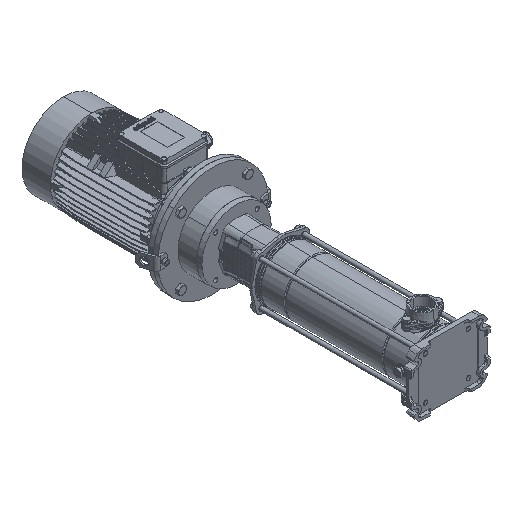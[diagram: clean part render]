
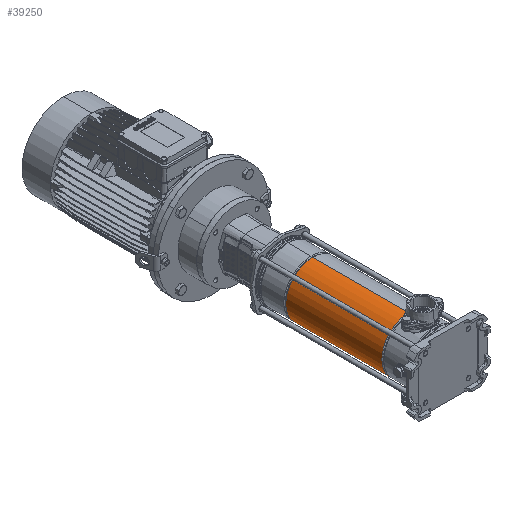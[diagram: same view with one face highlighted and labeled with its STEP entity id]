
A CAD part, isometric view. The second image highlights one B-rep face of the part: STEP entity #39250.
In plain terms, the highlighted cylindrical face has radius 85.9 mm (diameter 171.8 mm), a partial arc.
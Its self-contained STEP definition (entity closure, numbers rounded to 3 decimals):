
#158 = VECTOR ( 'NONE', #29966, 1000. ) ;
#521 = ORIENTED_EDGE ( 'NONE', *, *, #69872, .T. ) ;
#4037 = CARTESIAN_POINT ( 'NONE',  ( 85.9, 0., 399.103 ) ) ;
#12835 = CARTESIAN_POINT ( 'NONE',  ( 85.9, 0., 0. ) ) ;
#13962 = CARTESIAN_POINT ( 'NONE',  ( 0., 0., 93.897 ) ) ;
#15806 = DIRECTION ( 'NONE',  ( 0., 0., -1. ) ) ;
#18354 = AXIS2_PLACEMENT_3D ( 'NONE', #100614, #29656, #61204 ) ;
#20946 = CARTESIAN_POINT ( 'NONE',  ( -85.9, 0., 399.103 ) ) ;
#24216 = CIRCLE ( 'NONE', #90423, 85.9 ) ;
#29656 = DIRECTION ( 'NONE',  ( 0., 0., -1. ) ) ;
#29966 = DIRECTION ( 'NONE',  ( 0., 0., -1. ) ) ;
#34872 = CARTESIAN_POINT ( 'NONE',  ( 85.9, 0., 93.897 ) ) ;
#39250 = ADVANCED_FACE ( 'NONE', ( #102392 ), #41215, .T. ) ;
#41215 = CYLINDRICAL_SURFACE ( 'NONE', #43252, 85.9 ) ;
#43252 = AXIS2_PLACEMENT_3D ( 'NONE', #80578, #71279, #86859 ) ;
#45238 = VERTEX_POINT ( 'NONE', #34872 ) ;
#46573 = DIRECTION ( 'NONE',  ( -1., 0., 0. ) ) ;
#48073 = EDGE_CURVE ( 'NONE', #45238, #87067, #24216, .T. ) ;
#51693 = EDGE_CURVE ( 'NONE', #83620, #87067, #54139, .T. ) ;
#54139 = LINE ( 'NONE', #62416, #83607 ) ;
#57438 = ORIENTED_EDGE ( 'NONE', *, *, #93564, .F. ) ;
#61204 = DIRECTION ( 'NONE',  ( -1., 0., 0. ) ) ;
#62416 = CARTESIAN_POINT ( 'NONE',  ( -85.9, 0., 0. ) ) ;
#69391 = DIRECTION ( 'NONE',  ( 0., 0., -1. ) ) ;
#69872 = EDGE_CURVE ( 'NONE', #71408, #83620, #79568, .T. ) ;
#71279 = DIRECTION ( 'NONE',  ( 0., 0., -1. ) ) ;
#71408 = VERTEX_POINT ( 'NONE', #4037 ) ;
#76587 = LINE ( 'NONE', #12835, #158 ) ;
#79568 = CIRCLE ( 'NONE', #18354, 85.9 ) ;
#80578 = CARTESIAN_POINT ( 'NONE',  ( 0., 0., 0. ) ) ;
#83607 = VECTOR ( 'NONE', #15806, 1000. ) ;
#83620 = VERTEX_POINT ( 'NONE', #20946 ) ;
#86859 = DIRECTION ( 'NONE',  ( -1., 0., 0. ) ) ;
#87052 = ORIENTED_EDGE ( 'NONE', *, *, #48073, .F. ) ;
#87067 = VERTEX_POINT ( 'NONE', #92647 ) ;
#90231 = ORIENTED_EDGE ( 'NONE', *, *, #51693, .T. ) ;
#90423 = AXIS2_PLACEMENT_3D ( 'NONE', #13962, #69391, #46573 ) ;
#92647 = CARTESIAN_POINT ( 'NONE',  ( -85.9, 0., 93.897 ) ) ;
#93564 = EDGE_CURVE ( 'NONE', #71408, #45238, #76587, .T. ) ;
#100614 = CARTESIAN_POINT ( 'NONE',  ( 0., 0., 399.103 ) ) ;
#101092 = EDGE_LOOP ( 'NONE', ( #57438, #521, #90231, #87052 ) ) ;
#102392 = FACE_OUTER_BOUND ( 'NONE', #101092, .T. ) ;
